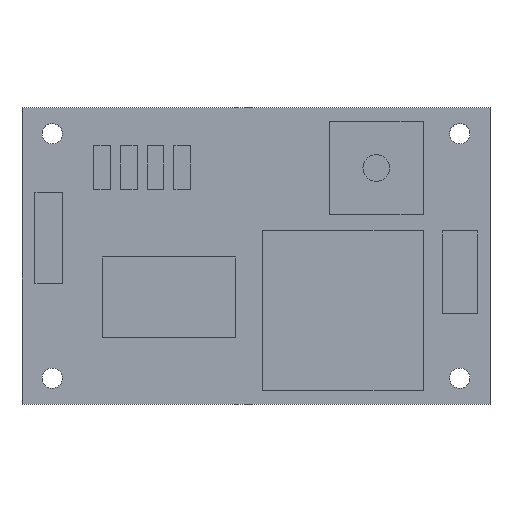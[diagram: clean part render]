
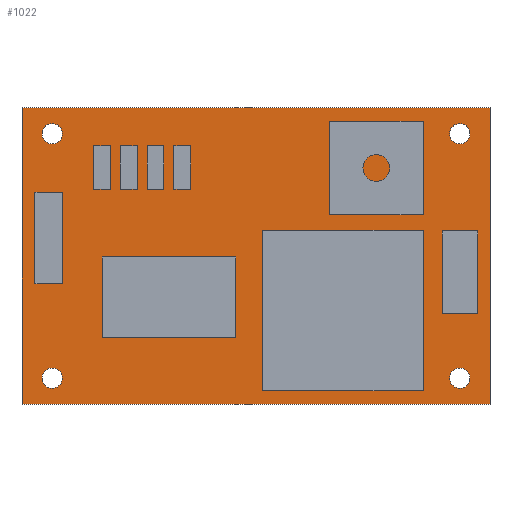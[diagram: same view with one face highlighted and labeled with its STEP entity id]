
A CAD part, top view. The second image highlights one B-rep face of the part: STEP entity #1022.
In plain terms, the highlighted planar face has unit normal (0, 0, 1).
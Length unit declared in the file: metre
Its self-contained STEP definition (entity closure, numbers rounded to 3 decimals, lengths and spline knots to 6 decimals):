
#10=CIRCLE('',#1199,0.000381);
#12=CIRCLE('',#1202,0.000381);
#14=CIRCLE('',#1205,0.000381);
#16=CIRCLE('',#1208,0.000381);
#170=ORIENTED_EDGE('',*,*,#374,.T.);
#171=ORIENTED_EDGE('',*,*,#372,.F.);
#172=ORIENTED_EDGE('',*,*,#370,.T.);
#173=ORIENTED_EDGE('',*,*,#368,.F.);
#174=ORIENTED_EDGE('',*,*,#360,.F.);
#175=ORIENTED_EDGE('',*,*,#364,.T.);
#176=ORIENTED_EDGE('',*,*,#367,.T.);
#177=ORIENTED_EDGE('',*,*,#377,.F.);
#360=EDGE_CURVE('',#474,#475,#580,.T.);
#364=EDGE_CURVE('',#474,#477,#584,.T.);
#367=EDGE_CURVE('',#477,#479,#587,.T.);
#368=EDGE_CURVE('',#480,#480,#10,.T.);
#370=EDGE_CURVE('',#482,#482,#12,.T.);
#372=EDGE_CURVE('',#484,#484,#14,.T.);
#374=EDGE_CURVE('',#486,#486,#16,.T.);
#377=EDGE_CURVE('',#475,#479,#589,.T.);
#474=VERTEX_POINT('',#1655);
#475=VERTEX_POINT('',#1657);
#477=VERTEX_POINT('',#1663);
#479=VERTEX_POINT('',#1669);
#480=VERTEX_POINT('',#1673);
#482=VERTEX_POINT('',#1678);
#484=VERTEX_POINT('',#1683);
#486=VERTEX_POINT('',#1688);
#580=LINE('',#1656,#700);
#584=LINE('',#1664,#704);
#587=LINE('',#1670,#707);
#589=LINE('',#1693,#709);
#700=VECTOR('',#1361,1.);
#704=VECTOR('',#1367,1.);
#707=VECTOR('',#1372,1.);
#709=VECTOR('',#1400,1.);
#806=EDGE_LOOP('',(#170));
#807=EDGE_LOOP('',(#171));
#808=EDGE_LOOP('',(#172));
#809=EDGE_LOOP('',(#173));
#810=EDGE_LOOP('',(#174,#175,#176,#177));
#886=FACE_BOUND('',#806,.T.);
#887=FACE_BOUND('',#807,.T.);
#888=FACE_BOUND('',#808,.T.);
#889=FACE_BOUND('',#809,.T.);
#890=FACE_BOUND('',#810,.T.);
#958=PLANE('',#1211);
#1022=ADVANCED_FACE('',(#886,#887,#888,#889,#890),#958,.T.);
#1199=AXIS2_PLACEMENT_3D('',#1672,#1375,#1376);
#1202=AXIS2_PLACEMENT_3D('',#1677,#1381,#1382);
#1205=AXIS2_PLACEMENT_3D('',#1682,#1387,#1388);
#1208=AXIS2_PLACEMENT_3D('',#1687,#1393,#1394);
#1211=AXIS2_PLACEMENT_3D('',#1694,#1401,#1402);
#1361=DIRECTION('',(-1.,0.,0.));
#1367=DIRECTION('',(0.,1.,0.));
#1372=DIRECTION('',(-1.,0.,0.));
#1375=DIRECTION('',(0.,0.,1.));
#1376=DIRECTION('',(1.,0.,0.));
#1381=DIRECTION('',(0.,0.,-1.));
#1382=DIRECTION('',(1.,0.,0.));
#1387=DIRECTION('',(0.,0.,1.));
#1388=DIRECTION('',(1.,0.,0.));
#1393=DIRECTION('',(0.,0.,-1.));
#1394=DIRECTION('',(1.,0.,0.));
#1400=DIRECTION('',(0.,1.,0.));
#1401=DIRECTION('',(0.,0.,1.));
#1402=DIRECTION('',(1.,0.,0.));
#1655=CARTESIAN_POINT('',(0.00875,-0.00554,0.001));
#1656=CARTESIAN_POINT('',(0.,-0.00554,0.001));
#1657=CARTESIAN_POINT('',(-0.00875,-0.00554,0.001));
#1663=CARTESIAN_POINT('',(0.00875,0.00554,0.001));
#1664=CARTESIAN_POINT('',(0.00875,0.,0.001));
#1669=CARTESIAN_POINT('',(-0.00875,0.00554,0.001));
#1670=CARTESIAN_POINT('',(0.,0.00554,0.001));
#1672=CARTESIAN_POINT('',(-0.00762,0.00457,0.001));
#1673=CARTESIAN_POINT('',(-0.007239,0.00457,0.001));
#1677=CARTESIAN_POINT('',(-0.00762,-0.00457,0.001));
#1678=CARTESIAN_POINT('',(-0.007239,-0.00457,0.001));
#1682=CARTESIAN_POINT('',(0.00762,-0.00457,0.001));
#1683=CARTESIAN_POINT('',(0.008001,-0.00457,0.001));
#1687=CARTESIAN_POINT('',(0.00762,0.00457,0.001));
#1688=CARTESIAN_POINT('',(0.008001,0.00457,0.001));
#1693=CARTESIAN_POINT('',(-0.00875,0.,0.001));
#1694=CARTESIAN_POINT('',(0.,0.,0.001));
